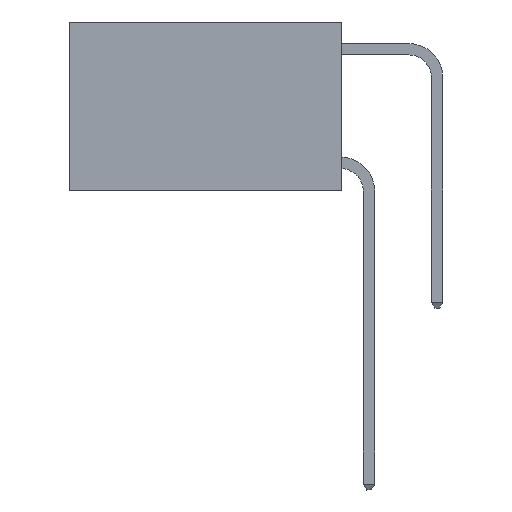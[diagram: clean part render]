
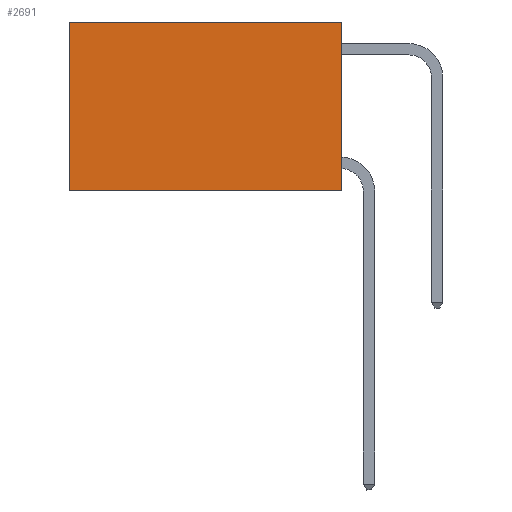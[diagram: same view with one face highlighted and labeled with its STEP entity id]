
A CAD part, left-side view. The second image highlights one B-rep face of the part: STEP entity #2691.
In plain terms, the highlighted planar face has unit normal (-1, 0, 0).
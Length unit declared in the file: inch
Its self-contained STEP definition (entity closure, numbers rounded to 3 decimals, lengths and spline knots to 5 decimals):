
#1781 = AXIS2_PLACEMENT_3D ( 'NONE', #26478, #8170, #22451 ) ;
#2178 = VECTOR ( 'NONE', #15513, 39.37008 ) ;
#2691 = ADVANCED_FACE ( 'NONE', ( #20226 ), #6071, .F. ) ;
#3988 = EDGE_CURVE ( 'NONE', #6301, #16566, #22013, .T. ) ;
#4300 = CARTESIAN_POINT ( 'NONE',  ( 0.2625, 0., -0.37 ) ) ;
#6071 = PLANE ( 'NONE',  #1781 ) ;
#6301 = VERTEX_POINT ( 'NONE', #25803 ) ;
#6680 = ORIENTED_EDGE ( 'NONE', *, *, #3988, .F. ) ;
#8170 = DIRECTION ( 'NONE',  ( 1., 0., 0. ) ) ;
#8181 = DIRECTION ( 'NONE',  ( 0., 0., -1. ) ) ;
#9970 = CARTESIAN_POINT ( 'NONE',  ( 0.2625, 0., 0. ) ) ;
#11341 = CARTESIAN_POINT ( 'NONE',  ( 0.2625, 0., 0. ) ) ;
#12244 = EDGE_CURVE ( 'NONE', #13157, #6301, #17721, .T. ) ;
#12275 = VECTOR ( 'NONE', #22213, 39.37008 ) ;
#12859 = ORIENTED_EDGE ( 'NONE', *, *, #12244, .F. ) ;
#13157 = VERTEX_POINT ( 'NONE', #9970 ) ;
#14293 = CARTESIAN_POINT ( 'NONE',  ( 0.2625, 0., 0. ) ) ;
#15513 = DIRECTION ( 'NONE',  ( 0., 1., 0. ) ) ;
#16402 = CARTESIAN_POINT ( 'NONE',  ( 0.2625, 0.6, 0. ) ) ;
#16566 = VERTEX_POINT ( 'NONE', #24176 ) ;
#16659 = VECTOR ( 'NONE', #18762, 39.37008 ) ;
#17721 = LINE ( 'NONE', #14293, #12275 ) ;
#18762 = DIRECTION ( 'NONE',  ( 0., 1., 0. ) ) ;
#18819 = LINE ( 'NONE', #11341, #2178 ) ;
#19393 = EDGE_CURVE ( 'NONE', #23033, #16566, #20518, .T. ) ;
#20226 = FACE_OUTER_BOUND ( 'NONE', #24090, .T. ) ;
#20518 = LINE ( 'NONE', #16402, #25286 ) ;
#21729 = ORIENTED_EDGE ( 'NONE', *, *, #19393, .T. ) ;
#22013 = LINE ( 'NONE', #4300, #16659 ) ;
#22213 = DIRECTION ( 'NONE',  ( 0., 0., -1. ) ) ;
#22451 = DIRECTION ( 'NONE',  ( 0., 0., -1. ) ) ;
#23033 = VERTEX_POINT ( 'NONE', #26320 ) ;
#23603 = EDGE_CURVE ( 'NONE', #13157, #23033, #18819, .T. ) ;
#24090 = EDGE_LOOP ( 'NONE', ( #21729, #6680, #12859, #24282 ) ) ;
#24176 = CARTESIAN_POINT ( 'NONE',  ( 0.2625, 0.6, -0.37 ) ) ;
#24282 = ORIENTED_EDGE ( 'NONE', *, *, #23603, .T. ) ;
#25286 = VECTOR ( 'NONE', #8181, 39.37008 ) ;
#25803 = CARTESIAN_POINT ( 'NONE',  ( 0.2625, 0., -0.37 ) ) ;
#26320 = CARTESIAN_POINT ( 'NONE',  ( 0.2625, 0.6, 0. ) ) ;
#26478 = CARTESIAN_POINT ( 'NONE',  ( 0.2625, 0., 0. ) ) ;
